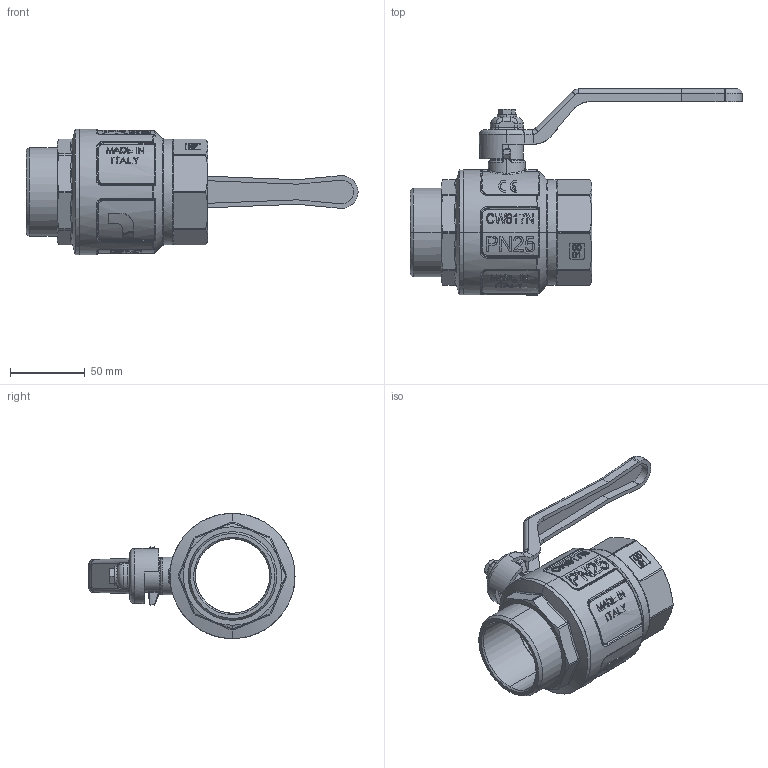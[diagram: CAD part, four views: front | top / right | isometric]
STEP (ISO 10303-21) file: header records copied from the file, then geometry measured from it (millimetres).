
FILE_DESCRIPTION (( 'STEP AP214' ), '1' );
FILE_NAME ('IT-IDEAL09109_R.STEP', '2018-09-21T13:24:33', ( '' ), ( '' ), 'SwSTEP 2.0', 'SolidWorks 2018', '' );
FILE_SCHEMA (( 'AUTOMOTIVE_DESIGN' ));
Length unit declared in the file: millimetre
Products named in the file (1): IT-IDEAL09109_R
Bounding box: 222.79 x 138.3 x 84 mm (x, y, z)
Surface area: 75297.9 mm2 (no closed solid volume)
Topology: 0 solids, 10 shells, 988 faces, 2491 edges, 1543 vertices
Faces by surface type: plane 347, bspline 291, cylinder 211, torus 72, cone 43, sphere 24
Entity records: 54197 total; most frequent: CARTESIAN_POINT 36872, ORIENTED_EDGE 4819, EDGE_CURVE 2464, B_SPLINE_CURVE_WITH_KNOTS 2369, VERTEX_POINT 1543, DIRECTION 1402, EDGE_LOOP 1065, ADVANCED_FACE 987
